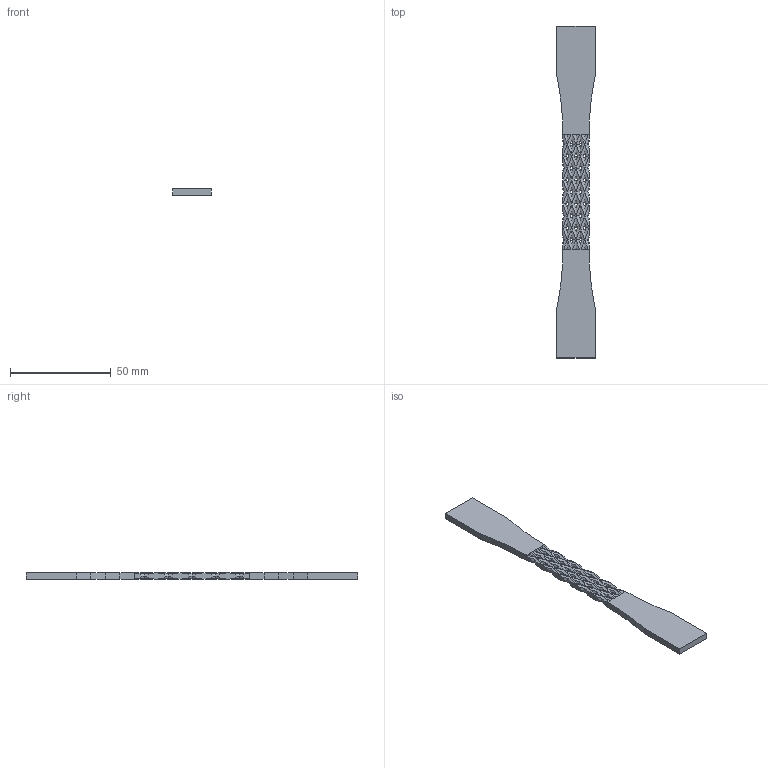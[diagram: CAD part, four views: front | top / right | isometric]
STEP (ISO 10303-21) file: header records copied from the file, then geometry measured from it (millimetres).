
FILE_DESCRIPTION(('FreeCAD Model'),'2;1');
FILE_NAME('Open CASCADE Shape Model','2021-08-03T23:28:58',('FreeCAD'),( 'FreeCAD'),'Open CASCADE STEP processor 7.5','FreeCAD','Unknown');
FILE_SCHEMA(('AUTOMOTIVE_DESIGN { 1 0 10303 214 1 1 1 1 }'));
Length unit declared in the file: millimetre
Products named in the file (1): Open CASCADE STEP translator 7.5 20
Bounding box: 19 x 165 x 3.2 mm (x, y, z)
Volume: 7647.1 mm3; surface area: 6552.3 mm2
Topology: 1 solids, 1 shells, 556 faces, 1188 edges, 578 vertices
Faces by surface type: plane 556
Entity records: 28286 total; most frequent: CARTESIAN_POINT 5795, DIRECTION 3582, LINE 2468, VECTOR 2468, ORIENTED_EDGE 2376, PCURVE 2376, DEFINITIONAL_REPRESENTATION 2376, EDGE_CURVE 1188
